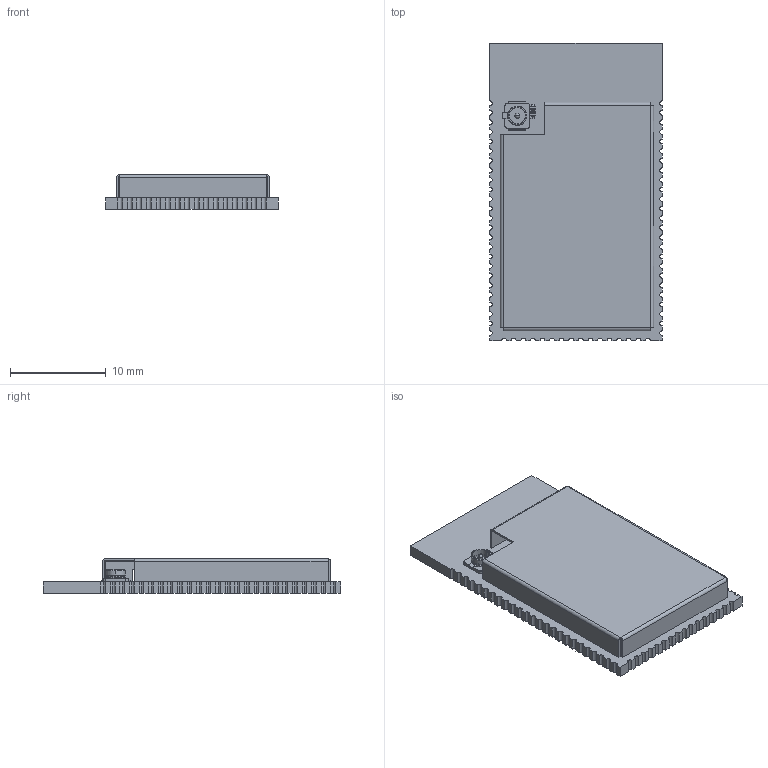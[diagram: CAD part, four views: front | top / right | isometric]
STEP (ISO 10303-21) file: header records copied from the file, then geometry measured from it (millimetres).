
FILE_DESCRIPTION(('Open CASCADE Model'),'2;1');
FILE_NAME('Open CASCADE Shape Model','2022-10-19T16:46:51',('Author'),( 'Open CASCADE'),'Open CASCADE STEP processor 6.8','Open CASCADE 6.8' ,'Unknown');
FILE_SCHEMA(('AUTOMOTIVE_DESIGN { 1 0 10303 214 1 1 1 1 }'));
Length unit declared in the file: millimetre
Products named in the file (88): PCB; Board; Open CASCADE STEP translator 6.8 1.1.1; Open CASCADE STEP translator 6.8 1.1.1.1; R13; User_Library-0201(0603M)_Res; C32; User_Library-0402_Cap; U4; User_Library-WSON-8; User_Library-WSON-8_Case; User_Library-WSON-8_Pad; User_Library-WSON-8_Power_pad; R23; R25; R24; C44; User_Library-0201_Cap; X1; User_Library-CX2016DB16000D0GPSC1; Part_1227; Part_1252; Part_1276; Part_1350; Part_285; ACIS_Solid_1923; ACIS_Solid_1935; U2; QFN88-10x10; U1; User_Library-WSON-8_6x8mm; User_Library-WSON-8_6x8mm_Board; User_Library-WSON-8_6x8mm_Designator14; User_Library-WSON-8_6x8mm_858032368; User_Library-WSON-8_6x8mm_Extruded; User_Library-WSON-8_6x8mm_858032240; User_Library-WSON-8_6x8mm_Cylinder; User_Library-WSON-8_6x8mm_858031856; User_Library-WSON-8_6x8mm_Extruded_2; User_Library-WSON-8_6x8mm_857275360 ...
Assembly tree (150 placements, depth 6):
  PCB
    Board
      Open CASCADE STEP translator 6.8 1.1.1
        Open CASCADE STEP translator 6.8 1.1.1.1
    R13
      User_Library-0201(0603M)_Res
    C32
      User_Library-0402_Cap
    U4
      User_Library-WSON-8
        User_Library-WSON-8_Case
        User_Library-WSON-8_Pad  x8
        User_Library-WSON-8_Power_pad
    R23
      User_Library-0201(0603M)_Res
    R25
      User_Library-0201(0603M)_Res
    R24
      User_Library-0201(0603M)_Res
    C44
      User_Library-0201_Cap
    X1
      User_Library-CX2016DB16000D0GPSC1
        Part_1227
        Part_1252
        Part_1276
        Part_1350
        Part_285
        ACIS_Solid_1923
        ACIS_Solid_1935
    U2
      QFN88-10x10
    U1
      User_Library-WSON-8_6x8mm
        User_Library-WSON-8_6x8mm_Board
        User_Library-WSON-8_6x8mm_Designator14
          User_Library-WSON-8_6x8mm_858032368
            User_Library-WSON-8_6x8mm_Extruded
          User_Library-WSON-8_6x8mm_858032240  x8
            User_Library-WSON-8_6x8mm_Cylinder
          User_Library-WSON-8_6x8mm_858031856  x8
            User_Library-WSON-8_6x8mm_Extruded_2
          User_Library-WSON-8_6x8mm_857275360
            User_Library-WSON-8_6x8mm_Cylinder_2
          User_Library-WSON-8_6x8mm_894460672
            User_Library-WSON-8_6x8mm_Extruded_3
    R5
      User_Library-0201(0603M)_Res
    R4
      User_Library-0201(0603M)_Res
    R3
      User_Library-0201(0603M)_Res
    R2
      User_Library-0201(0603M)_Res
    R1
      User_Library-0201(0603M)_Res
    P1
      User_Library-IPEX
    L2
      User_Library-0805_SMD_R
Bounding box: 18 x 31 x 3.62 mm (x, y, z)
Volume: 942 mm3; surface area: 2953.7 mm2
Topology: 245 solids, 245 shells, 10214 faces, 27072 edges, 17287 vertices
Faces by surface type: bspline 4962, plane 3873, cylinder 1323, sphere 27, torus 23, cone 6
Full cylindrical faces by diameter (mm): 0.556 x1
Entity records: 71915 total; most frequent: CARTESIAN_POINT 20044, ORIENTED_EDGE 10216, DIRECTION 8922, EDGE_CURVE 5108, LINE 3490, VECTOR 3490, VERTEX_POINT 3337, AXIS2_PLACEMENT_3D 2716
